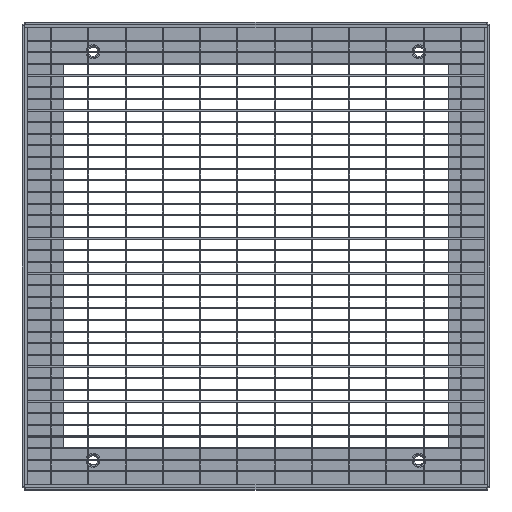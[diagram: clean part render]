
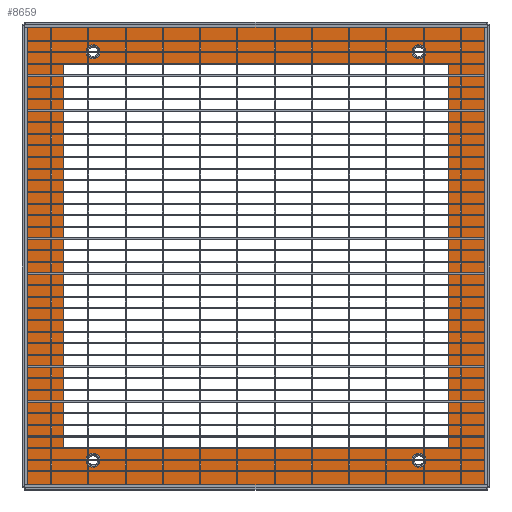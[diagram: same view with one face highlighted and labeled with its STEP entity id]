
A CAD part, top view. The second image highlights one B-rep face of the part: STEP entity #8659.
In plain terms, the highlighted planar face has unit normal (0, 0, 1).
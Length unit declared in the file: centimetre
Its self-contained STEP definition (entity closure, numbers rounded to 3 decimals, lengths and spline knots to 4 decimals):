
#54=FACE_BOUND('',#1563,.T.);
#55=FACE_BOUND('',#1564,.T.);
#56=FACE_BOUND('',#1565,.T.);
#57=FACE_BOUND('',#1566,.T.);
#58=FACE_BOUND('',#1567,.T.);
#192=CIRCLE('',#9267,1.);
#194=CIRCLE('',#9271,1.);
#196=CIRCLE('',#9275,1.);
#198=CIRCLE('',#9279,1.);
#200=CIRCLE('',#9283,6.);
#202=CIRCLE('',#9286,6.);
#204=CIRCLE('',#9289,6.);
#206=CIRCLE('',#9292,6.);
#1081=FACE_OUTER_BOUND('',#1562,.T.);
#1562=EDGE_LOOP('',(#7856,#7857,#7858,#7859));
#1563=EDGE_LOOP('',(#7860,#7861,#7862,#7863,#7864,#7865,#7866,#7867));
#1564=EDGE_LOOP('',(#7868));
#1565=EDGE_LOOP('',(#7869));
#1566=EDGE_LOOP('',(#7870));
#1567=EDGE_LOOP('',(#7871));
#2466=LINE('',#13954,#3472);
#2469=LINE('',#13965,#3475);
#2473=LINE('',#13977,#3479);
#2476=LINE('',#13986,#3482);
#2507=LINE('',#14086,#3513);
#2544=LINE('',#14186,#3550);
#2567=LINE('',#14248,#3573);
#2568=LINE('',#14250,#3574);
#3472=VECTOR('',#11473,10.);
#3475=VECTOR('',#11484,10.);
#3479=VECTOR('',#11496,10.);
#3482=VECTOR('',#11507,10.);
#3513=VECTOR('',#11608,10.);
#3550=VECTOR('',#11715,10.);
#3573=VECTOR('',#11780,10.);
#3574=VECTOR('',#11783,1.);
#4226=VERTEX_POINT('',#13944);
#4227=VERTEX_POINT('',#13946);
#4229=VERTEX_POINT('',#13952);
#4232=VERTEX_POINT('',#13959);
#4233=VERTEX_POINT('',#13961);
#4236=VERTEX_POINT('',#13971);
#4237=VERTEX_POINT('',#13973);
#4239=VERTEX_POINT('',#13982);
#4241=VERTEX_POINT('',#13991);
#4243=VERTEX_POINT('',#13997);
#4245=VERTEX_POINT('',#14003);
#4247=VERTEX_POINT('',#14009);
#4253=VERTEX_POINT('',#14024);
#4273=VERTEX_POINT('',#14084);
#4289=VERTEX_POINT('',#14137);
#4313=VERTEX_POINT('',#14211);
#5346=EDGE_CURVE('',#4226,#4227,#192,.T.);
#5350=EDGE_CURVE('',#4226,#4229,#2466,.T.);
#5353=EDGE_CURVE('',#4232,#4233,#194,.T.);
#5355=EDGE_CURVE('',#4232,#4227,#2469,.T.);
#5359=EDGE_CURVE('',#4236,#4237,#196,.T.);
#5361=EDGE_CURVE('',#4236,#4233,#2473,.T.);
#5365=EDGE_CURVE('',#4239,#4229,#198,.T.);
#5366=EDGE_CURVE('',#4239,#4237,#2476,.T.);
#5370=EDGE_CURVE('',#4241,#4241,#200,.T.);
#5373=EDGE_CURVE('',#4243,#4243,#202,.T.);
#5376=EDGE_CURVE('',#4245,#4245,#204,.T.);
#5379=EDGE_CURVE('',#4247,#4247,#206,.T.);
#5416=EDGE_CURVE('',#4253,#4273,#2507,.T.);
#5466=EDGE_CURVE('',#4273,#4289,#2544,.T.);
#5497=EDGE_CURVE('',#4289,#4313,#2567,.T.);
#5498=EDGE_CURVE('',#4253,#4313,#2568,.T.);
#7856=ORIENTED_EDGE('',*,*,#5498,.F.);
#7857=ORIENTED_EDGE('',*,*,#5416,.T.);
#7858=ORIENTED_EDGE('',*,*,#5466,.T.);
#7859=ORIENTED_EDGE('',*,*,#5497,.T.);
#7860=ORIENTED_EDGE('',*,*,#5361,.T.);
#7861=ORIENTED_EDGE('',*,*,#5353,.F.);
#7862=ORIENTED_EDGE('',*,*,#5355,.T.);
#7863=ORIENTED_EDGE('',*,*,#5346,.F.);
#7864=ORIENTED_EDGE('',*,*,#5350,.T.);
#7865=ORIENTED_EDGE('',*,*,#5365,.F.);
#7866=ORIENTED_EDGE('',*,*,#5366,.T.);
#7867=ORIENTED_EDGE('',*,*,#5359,.F.);
#7868=ORIENTED_EDGE('',*,*,#5370,.T.);
#7869=ORIENTED_EDGE('',*,*,#5373,.T.);
#7870=ORIENTED_EDGE('',*,*,#5376,.T.);
#7871=ORIENTED_EDGE('',*,*,#5379,.T.);
#8191=PLANE('',#9378);
#8659=ADVANCED_FACE('',(#1081,#54,#55,#56,#57,#58),#8191,.T.);
#9267=AXIS2_PLACEMENT_3D('',#13947,#11466,#11467);
#9271=AXIS2_PLACEMENT_3D('',#13962,#11479,#11480);
#9275=AXIS2_PLACEMENT_3D('',#13974,#11491,#11492);
#9279=AXIS2_PLACEMENT_3D('',#13984,#11503,#11504);
#9283=AXIS2_PLACEMENT_3D('',#13993,#11514,#11515);
#9286=AXIS2_PLACEMENT_3D('',#13999,#11521,#11522);
#9289=AXIS2_PLACEMENT_3D('',#14005,#11528,#11529);
#9292=AXIS2_PLACEMENT_3D('',#14011,#11535,#11536);
#9378=AXIS2_PLACEMENT_3D('',#14261,#11799,#11800);
#11466=DIRECTION('center_axis',(0.,0.,1.));
#11467=DIRECTION('ref_axis',(0.707,0.707,0.));
#11473=DIRECTION('',(0.,-1.,0.));
#11479=DIRECTION('center_axis',(0.,0.,1.));
#11480=DIRECTION('ref_axis',(-0.707,0.707,0.));
#11484=DIRECTION('',(1.,0.,0.));
#11491=DIRECTION('center_axis',(0.,0.,1.));
#11492=DIRECTION('ref_axis',(-0.707,-0.707,0.));
#11496=DIRECTION('',(0.,1.,0.));
#11503=DIRECTION('center_axis',(0.,0.,1.));
#11504=DIRECTION('ref_axis',(0.707,-0.707,0.));
#11507=DIRECTION('',(-1.,0.,0.));
#11514=DIRECTION('center_axis',(0.,0.,-1.));
#11515=DIRECTION('ref_axis',(0.,-1.,0.));
#11521=DIRECTION('center_axis',(0.,0.,-1.));
#11522=DIRECTION('ref_axis',(0.,-1.,0.));
#11528=DIRECTION('center_axis',(0.,0.,-1.));
#11529=DIRECTION('ref_axis',(0.,-1.,0.));
#11535=DIRECTION('center_axis',(0.,0.,-1.));
#11536=DIRECTION('ref_axis',(0.,-1.,0.));
#11608=DIRECTION('',(1.,0.,0.));
#11715=DIRECTION('',(0.,1.,0.));
#11780=DIRECTION('',(-1.,0.,0.));
#11783=DIRECTION('',(0.,1.,0.));
#11799=DIRECTION('center_axis',(0.,0.,1.));
#11800=DIRECTION('ref_axis',(0.,1.,0.));
#13944=CARTESIAN_POINT('',(165.5,164.5,72.4878));
#13946=CARTESIAN_POINT('',(164.5,165.5,72.4878));
#13947=CARTESIAN_POINT('Origin',(164.5,164.5,72.4878));
#13952=CARTESIAN_POINT('',(165.5,-164.5,72.4878));
#13954=CARTESIAN_POINT('',(165.5,82.75,72.4878));
#13959=CARTESIAN_POINT('',(-164.5,165.5,72.4878));
#13961=CARTESIAN_POINT('',(-165.5,164.5,72.4878));
#13962=CARTESIAN_POINT('Origin',(-164.5,164.5,72.4878));
#13965=CARTESIAN_POINT('',(-82.75,165.5,72.4878));
#13971=CARTESIAN_POINT('',(-165.5,-164.5,72.4878));
#13973=CARTESIAN_POINT('',(-164.5,-165.5,72.4878));
#13974=CARTESIAN_POINT('Origin',(-164.5,-164.5,72.4878));
#13977=CARTESIAN_POINT('',(-165.5,-82.75,72.4878));
#13982=CARTESIAN_POINT('',(164.5,-165.5,72.4878));
#13984=CARTESIAN_POINT('Origin',(164.5,-164.5,72.4878));
#13986=CARTESIAN_POINT('',(82.75,-165.5,72.4878));
#13991=CARTESIAN_POINT('',(-140.,-169.5,72.4878));
#13993=CARTESIAN_POINT('Origin',(-140.,-175.5,72.4878));
#13997=CARTESIAN_POINT('',(-140.,181.5,72.4878));
#13999=CARTESIAN_POINT('Origin',(-140.,175.5,72.4878));
#14003=CARTESIAN_POINT('',(140.,-169.5,72.4878));
#14005=CARTESIAN_POINT('Origin',(140.,-175.5,72.4878));
#14009=CARTESIAN_POINT('',(140.,181.5,72.4878));
#14011=CARTESIAN_POINT('Origin',(140.,175.5,72.4878));
#14024=CARTESIAN_POINT('',(-197.,-197.,72.4878));
#14084=CARTESIAN_POINT('',(197.,-197.,72.4878));
#14086=CARTESIAN_POINT('',(98.75,-197.,72.4878));
#14137=CARTESIAN_POINT('',(197.,197.,72.4878));
#14186=CARTESIAN_POINT('',(197.,98.25,72.4878));
#14211=CARTESIAN_POINT('',(-197.,197.,72.4878));
#14248=CARTESIAN_POINT('',(-98.75,197.,72.4878));
#14250=CARTESIAN_POINT('',(-197.,191.413,72.4878));
#14261=CARTESIAN_POINT('Origin',(-0.5,0.,72.4878));
